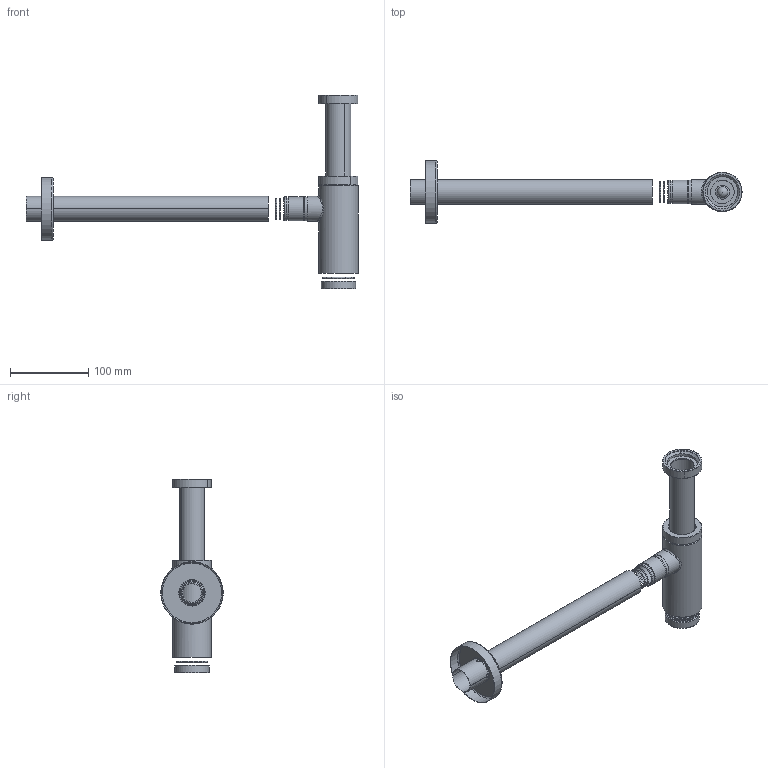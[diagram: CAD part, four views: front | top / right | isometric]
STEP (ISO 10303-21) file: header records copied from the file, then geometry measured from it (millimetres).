
FILE_DESCRIPTION(/* description */ ('Unknown'),/* implementation_level */ '2;1');
FILE_NAME(/* name */ '28912',/* time_stamp */ '2022-09-08T17:47:24+02:00',/* author */ ('Unknown'),/* organization */ ('GROHE AG'),/* preprocessor_version */ 'ST-DEVELOPER v16.7',/* originating_system */ 'DEX',/* authorisation */ $);
FILE_SCHEMA (('AUTOMOTIVE_DESIGN {1 0 10303 214 3 1 1}'));
Length unit declared in the file: millimetre
Products named in the file (8): 28912; 158441; 153474; 155907; 163690; 179586; 59272; 59273
Assembly tree (7 placements, depth 2):
  28912
    158441
    153474
    155907
    163690
    179586
    59272
    59273
Bounding box: 425 x 80 x 248.24 mm (x, y, z)
Volume: 17504.1 mm3; surface area: 184206.1 mm2
Topology: 4 solids, 16 shells, 157 faces, 397 edges, 266 vertices
Faces by surface type: cylinder 60, plane 44, torus 33, cone 15, bspline 4, sphere 1
Full cylindrical faces by diameter (mm): 27.2 x1, 28.6 x2, 30.6 x3, 32 x1, 33.3 x1, 34 x1, 36 x1, 41.9 x1, 42 x1, 44 x1, 44.4 x1, 46 x1, 50 x1, 79 x1, 80 x1
Entity records: 5444 total; most frequent: CARTESIAN_POINT 1560, DIRECTION 802, ORIENTED_EDGE 599, AXIS2_PLACEMENT_3D 352, EDGE_CURVE 349, VERTEX_POINT 253, EDGE_LOOP 220, FACE_BOUND 220
